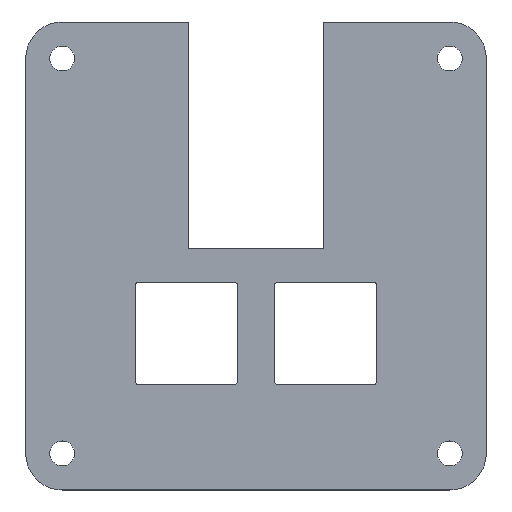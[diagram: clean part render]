
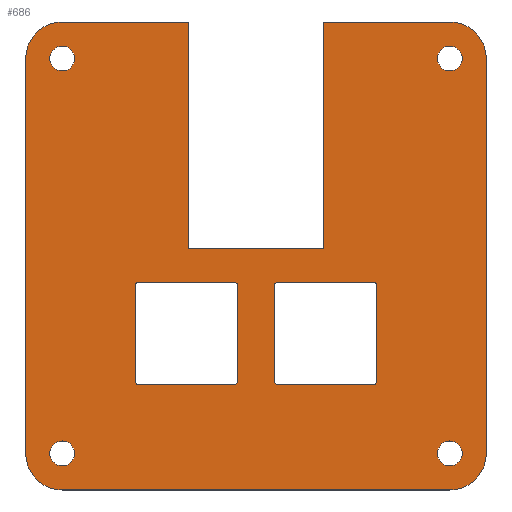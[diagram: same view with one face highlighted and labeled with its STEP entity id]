
A CAD part, top view. The second image highlights one B-rep face of the part: STEP entity #686.
In plain terms, the highlighted planar face has unit normal (0, 0, 1).
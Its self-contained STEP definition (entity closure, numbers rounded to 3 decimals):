
#21=FACE_BOUND('',#119,.T.);
#22=FACE_BOUND('',#120,.T.);
#23=FACE_BOUND('',#121,.T.);
#24=FACE_BOUND('',#122,.T.);
#25=FACE_BOUND('',#123,.T.);
#26=FACE_BOUND('',#124,.T.);
#44=PLANE('',#766);
#78=FACE_OUTER_BOUND('',#118,.T.);
#118=EDGE_LOOP('',(#605,#606,#607,#608,#609,#610,#611,#612,#613,#614,#615,
#616));
#119=EDGE_LOOP('',(#617));
#120=EDGE_LOOP('',(#618));
#121=EDGE_LOOP('',(#619));
#122=EDGE_LOOP('',(#620));
#123=EDGE_LOOP('',(#621,#622,#623,#624,#625,#626,#627,#628));
#124=EDGE_LOOP('',(#629,#630,#631,#632,#633,#634,#635,#636));
#133=LINE('',#1004,#197);
#152=LINE('',#1066,#216);
#155=LINE('',#1074,#219);
#158=LINE('',#1083,#222);
#161=LINE('',#1091,#225);
#164=LINE('',#1099,#228);
#167=LINE('',#1107,#231);
#170=LINE('',#1115,#234);
#173=LINE('',#1123,#237);
#176=LINE('',#1131,#240);
#179=LINE('',#1139,#243);
#181=LINE('',#1144,#245);
#182=LINE('',#1147,#246);
#184=LINE('',#1151,#248);
#186=LINE('',#1155,#250);
#188=LINE('',#1158,#252);
#197=VECTOR('',#809,10.);
#216=VECTOR('',#858,10.);
#219=VECTOR('',#867,10.);
#222=VECTOR('',#876,10.);
#225=VECTOR('',#885,10.);
#228=VECTOR('',#894,10.);
#231=VECTOR('',#903,10.);
#234=VECTOR('',#912,10.);
#237=VECTOR('',#921,10.);
#240=VECTOR('',#930,10.);
#243=VECTOR('',#939,10.);
#245=VECTOR('',#947,10.);
#246=VECTOR('',#950,10.);
#248=VECTOR('',#954,10.);
#250=VECTOR('',#958,10.);
#252=VECTOR('',#962,10.);
#253=CIRCLE('',#702,1.7);
#255=CIRCLE('',#705,1.7);
#257=CIRCLE('',#708,1.7);
#259=CIRCLE('',#711,1.7);
#261=CIRCLE('',#714,5.);
#274=CIRCLE('',#730,5.);
#275=CIRCLE('',#733,5.);
#276=CIRCLE('',#736,5.);
#277=CIRCLE('',#739,0.5);
#278=CIRCLE('',#742,0.5);
#279=CIRCLE('',#745,0.5);
#280=CIRCLE('',#748,0.5);
#281=CIRCLE('',#751,0.5);
#282=CIRCLE('',#754,0.5);
#283=CIRCLE('',#757,0.5);
#284=CIRCLE('',#760,0.5);
#285=VERTEX_POINT('',#967);
#287=VERTEX_POINT('',#973);
#289=VERTEX_POINT('',#979);
#291=VERTEX_POINT('',#985);
#293=VERTEX_POINT('',#991);
#294=VERTEX_POINT('',#992);
#298=VERTEX_POINT('',#1002);
#324=VERTEX_POINT('',#1058);
#325=VERTEX_POINT('',#1059);
#326=VERTEX_POINT('',#1064);
#327=VERTEX_POINT('',#1068);
#328=VERTEX_POINT('',#1072);
#329=VERTEX_POINT('',#1076);
#330=VERTEX_POINT('',#1080);
#331=VERTEX_POINT('',#1082);
#332=VERTEX_POINT('',#1086);
#333=VERTEX_POINT('',#1090);
#334=VERTEX_POINT('',#1094);
#335=VERTEX_POINT('',#1098);
#336=VERTEX_POINT('',#1102);
#337=VERTEX_POINT('',#1106);
#338=VERTEX_POINT('',#1112);
#339=VERTEX_POINT('',#1114);
#340=VERTEX_POINT('',#1118);
#341=VERTEX_POINT('',#1122);
#342=VERTEX_POINT('',#1126);
#343=VERTEX_POINT('',#1130);
#344=VERTEX_POINT('',#1134);
#345=VERTEX_POINT('',#1138);
#346=VERTEX_POINT('',#1146);
#347=VERTEX_POINT('',#1150);
#348=VERTEX_POINT('',#1154);
#349=EDGE_CURVE('',#285,#285,#253,.T.);
#352=EDGE_CURVE('',#287,#287,#255,.T.);
#355=EDGE_CURVE('',#289,#289,#257,.T.);
#358=EDGE_CURVE('',#291,#291,#259,.T.);
#361=EDGE_CURVE('',#293,#294,#261,.T.);
#367=EDGE_CURVE('',#293,#298,#133,.T.);
#394=EDGE_CURVE('',#324,#325,#274,.T.);
#398=EDGE_CURVE('',#324,#326,#152,.T.);
#399=EDGE_CURVE('',#327,#326,#275,.T.);
#402=EDGE_CURVE('',#327,#328,#155,.T.);
#403=EDGE_CURVE('',#329,#328,#276,.T.);
#406=EDGE_CURVE('',#331,#330,#158,.T.);
#408=EDGE_CURVE('',#332,#331,#277,.T.);
#410=EDGE_CURVE('',#333,#332,#161,.T.);
#412=EDGE_CURVE('',#334,#333,#278,.T.);
#414=EDGE_CURVE('',#335,#334,#164,.T.);
#416=EDGE_CURVE('',#336,#335,#279,.T.);
#418=EDGE_CURVE('',#337,#336,#167,.T.);
#420=EDGE_CURVE('',#330,#337,#280,.T.);
#422=EDGE_CURVE('',#339,#338,#170,.T.);
#424=EDGE_CURVE('',#340,#339,#281,.T.);
#426=EDGE_CURVE('',#341,#340,#173,.T.);
#428=EDGE_CURVE('',#342,#341,#282,.T.);
#430=EDGE_CURVE('',#343,#342,#176,.T.);
#432=EDGE_CURVE('',#344,#343,#283,.T.);
#434=EDGE_CURVE('',#345,#344,#179,.T.);
#436=EDGE_CURVE('',#338,#345,#284,.T.);
#437=EDGE_CURVE('',#329,#294,#181,.T.);
#438=EDGE_CURVE('',#346,#325,#182,.T.);
#440=EDGE_CURVE('',#347,#346,#184,.T.);
#442=EDGE_CURVE('',#348,#347,#186,.T.);
#444=EDGE_CURVE('',#298,#348,#188,.T.);
#605=ORIENTED_EDGE('',*,*,#361,.F.);
#606=ORIENTED_EDGE('',*,*,#367,.T.);
#607=ORIENTED_EDGE('',*,*,#444,.T.);
#608=ORIENTED_EDGE('',*,*,#442,.T.);
#609=ORIENTED_EDGE('',*,*,#440,.T.);
#610=ORIENTED_EDGE('',*,*,#438,.T.);
#611=ORIENTED_EDGE('',*,*,#394,.F.);
#612=ORIENTED_EDGE('',*,*,#398,.T.);
#613=ORIENTED_EDGE('',*,*,#399,.F.);
#614=ORIENTED_EDGE('',*,*,#402,.T.);
#615=ORIENTED_EDGE('',*,*,#403,.F.);
#616=ORIENTED_EDGE('',*,*,#437,.T.);
#617=ORIENTED_EDGE('',*,*,#349,.T.);
#618=ORIENTED_EDGE('',*,*,#352,.T.);
#619=ORIENTED_EDGE('',*,*,#355,.T.);
#620=ORIENTED_EDGE('',*,*,#358,.T.);
#621=ORIENTED_EDGE('',*,*,#436,.T.);
#622=ORIENTED_EDGE('',*,*,#434,.T.);
#623=ORIENTED_EDGE('',*,*,#432,.T.);
#624=ORIENTED_EDGE('',*,*,#430,.T.);
#625=ORIENTED_EDGE('',*,*,#428,.T.);
#626=ORIENTED_EDGE('',*,*,#426,.T.);
#627=ORIENTED_EDGE('',*,*,#424,.T.);
#628=ORIENTED_EDGE('',*,*,#422,.T.);
#629=ORIENTED_EDGE('',*,*,#420,.T.);
#630=ORIENTED_EDGE('',*,*,#418,.T.);
#631=ORIENTED_EDGE('',*,*,#416,.T.);
#632=ORIENTED_EDGE('',*,*,#414,.T.);
#633=ORIENTED_EDGE('',*,*,#412,.T.);
#634=ORIENTED_EDGE('',*,*,#410,.T.);
#635=ORIENTED_EDGE('',*,*,#408,.T.);
#636=ORIENTED_EDGE('',*,*,#406,.T.);
#686=ADVANCED_FACE('',(#78,#21,#22,#23,#24,#25,#26),#44,.T.);
#702=AXIS2_PLACEMENT_3D('',#968,#771,#772);
#705=AXIS2_PLACEMENT_3D('',#974,#778,#779);
#708=AXIS2_PLACEMENT_3D('',#980,#785,#786);
#711=AXIS2_PLACEMENT_3D('',#986,#792,#793);
#714=AXIS2_PLACEMENT_3D('',#993,#799,#800);
#730=AXIS2_PLACEMENT_3D('',#1060,#851,#852);
#733=AXIS2_PLACEMENT_3D('',#1069,#861,#862);
#736=AXIS2_PLACEMENT_3D('',#1077,#870,#871);
#739=AXIS2_PLACEMENT_3D('',#1087,#880,#881);
#742=AXIS2_PLACEMENT_3D('',#1095,#889,#890);
#745=AXIS2_PLACEMENT_3D('',#1103,#898,#899);
#748=AXIS2_PLACEMENT_3D('',#1110,#907,#908);
#751=AXIS2_PLACEMENT_3D('',#1119,#916,#917);
#754=AXIS2_PLACEMENT_3D('',#1127,#925,#926);
#757=AXIS2_PLACEMENT_3D('',#1135,#934,#935);
#760=AXIS2_PLACEMENT_3D('',#1142,#943,#944);
#766=AXIS2_PLACEMENT_3D('',#1159,#963,#964);
#771=DIRECTION('center_axis',(0.,0.,-1.));
#772=DIRECTION('ref_axis',(-1.,0.,0.));
#778=DIRECTION('center_axis',(0.,0.,-1.));
#779=DIRECTION('ref_axis',(-1.,0.,0.));
#785=DIRECTION('center_axis',(0.,0.,-1.));
#786=DIRECTION('ref_axis',(-1.,0.,0.));
#792=DIRECTION('center_axis',(0.,0.,-1.));
#793=DIRECTION('ref_axis',(-1.,0.,0.));
#799=DIRECTION('center_axis',(0.,0.,-1.));
#800=DIRECTION('ref_axis',(0.707,0.707,0.));
#809=DIRECTION('',(-1.,0.,0.));
#851=DIRECTION('center_axis',(0.,0.,-1.));
#852=DIRECTION('ref_axis',(-0.707,0.707,0.));
#858=DIRECTION('',(0.,-1.,0.));
#861=DIRECTION('center_axis',(0.,0.,-1.));
#862=DIRECTION('ref_axis',(-0.707,-0.707,0.));
#867=DIRECTION('',(1.,0.,0.));
#870=DIRECTION('center_axis',(0.,0.,-1.));
#871=DIRECTION('ref_axis',(0.707,-0.707,0.));
#876=DIRECTION('',(0.,1.,0.));
#880=DIRECTION('center_axis',(0.,0.,-1.));
#881=DIRECTION('ref_axis',(-1.,0.,0.));
#885=DIRECTION('',(-1.,0.,0.));
#889=DIRECTION('center_axis',(0.,0.,-1.));
#890=DIRECTION('ref_axis',(0.,-1.,0.));
#894=DIRECTION('',(0.,-1.,0.));
#898=DIRECTION('center_axis',(0.,0.,-1.));
#899=DIRECTION('ref_axis',(1.,0.,0.));
#903=DIRECTION('',(1.,0.,0.));
#907=DIRECTION('center_axis',(0.,0.,-1.));
#908=DIRECTION('ref_axis',(0.,1.,0.));
#912=DIRECTION('',(0.,1.,0.));
#916=DIRECTION('center_axis',(0.,0.,-1.));
#917=DIRECTION('ref_axis',(-1.,0.,0.));
#921=DIRECTION('',(-1.,0.,0.));
#925=DIRECTION('center_axis',(0.,0.,-1.));
#926=DIRECTION('ref_axis',(0.,-1.,0.));
#930=DIRECTION('',(0.,-1.,0.));
#934=DIRECTION('center_axis',(0.,0.,-1.));
#935=DIRECTION('ref_axis',(1.,0.,0.));
#939=DIRECTION('',(1.,0.,0.));
#943=DIRECTION('center_axis',(0.,0.,-1.));
#944=DIRECTION('ref_axis',(0.,1.,0.));
#947=DIRECTION('',(0.,1.,0.));
#950=DIRECTION('',(-1.,0.,0.));
#954=DIRECTION('',(0.,1.,0.));
#958=DIRECTION('',(-1.,0.,0.));
#962=DIRECTION('',(0.,-1.,0.));
#963=DIRECTION('center_axis',(0.,0.,1.));
#964=DIRECTION('ref_axis',(1.,0.,0.));
#967=CARTESIAN_POINT('',(47.25,-25.946,1.5));
#968=CARTESIAN_POINT('Origin',(45.55,-25.946,1.5));
#973=CARTESIAN_POINT('',(-5.75,-25.946,1.5));
#974=CARTESIAN_POINT('Origin',(-7.45,-25.946,1.5));
#979=CARTESIAN_POINT('',(47.25,28.054,1.5));
#980=CARTESIAN_POINT('Origin',(45.55,28.054,1.5));
#985=CARTESIAN_POINT('',(-5.75,28.054,1.5));
#986=CARTESIAN_POINT('Origin',(-7.45,28.054,1.5));
#991=CARTESIAN_POINT('',(45.55,33.054,1.5));
#992=CARTESIAN_POINT('',(50.55,28.054,1.5));
#993=CARTESIAN_POINT('Origin',(45.55,28.054,1.5));
#1002=CARTESIAN_POINT('',(28.3,33.054,1.5));
#1004=CARTESIAN_POINT('',(-12.45,33.054,1.5));
#1058=CARTESIAN_POINT('',(-12.45,28.054,1.5));
#1059=CARTESIAN_POINT('',(-7.45,33.054,1.5));
#1060=CARTESIAN_POINT('Origin',(-7.45,28.054,1.5));
#1064=CARTESIAN_POINT('',(-12.45,-25.946,1.5));
#1066=CARTESIAN_POINT('',(-12.45,-30.946,1.5));
#1068=CARTESIAN_POINT('',(-7.45,-30.946,1.5));
#1069=CARTESIAN_POINT('Origin',(-7.45,-25.946,1.5));
#1072=CARTESIAN_POINT('',(45.55,-30.946,1.5));
#1074=CARTESIAN_POINT('',(50.55,-30.946,1.5));
#1076=CARTESIAN_POINT('',(50.55,-25.946,1.5));
#1077=CARTESIAN_POINT('Origin',(45.55,-25.946,1.5));
#1080=CARTESIAN_POINT('',(21.575,-3.025,1.5));
#1082=CARTESIAN_POINT('',(21.575,-16.025,1.5));
#1083=CARTESIAN_POINT('',(21.575,-3.025,1.5));
#1086=CARTESIAN_POINT('',(22.075,-16.525,1.5));
#1087=CARTESIAN_POINT('Origin',(22.075,-16.025,1.5));
#1090=CARTESIAN_POINT('',(35.075,-16.525,1.5));
#1091=CARTESIAN_POINT('',(22.075,-16.525,1.5));
#1094=CARTESIAN_POINT('',(35.575,-16.025,1.5));
#1095=CARTESIAN_POINT('Origin',(35.075,-16.025,1.5));
#1098=CARTESIAN_POINT('',(35.575,-3.025,1.5));
#1099=CARTESIAN_POINT('',(35.575,-3.025,1.5));
#1102=CARTESIAN_POINT('',(35.075,-2.525,1.5));
#1103=CARTESIAN_POINT('Origin',(35.075,-3.025,1.5));
#1106=CARTESIAN_POINT('',(22.075,-2.525,1.5));
#1107=CARTESIAN_POINT('',(22.075,-2.525,1.5));
#1110=CARTESIAN_POINT('Origin',(22.075,-3.025,1.5));
#1112=CARTESIAN_POINT('',(2.525,-3.025,1.5));
#1114=CARTESIAN_POINT('',(2.525,-16.025,1.5));
#1115=CARTESIAN_POINT('',(2.525,-3.025,1.5));
#1118=CARTESIAN_POINT('',(3.025,-16.525,1.5));
#1119=CARTESIAN_POINT('Origin',(3.025,-16.025,1.5));
#1122=CARTESIAN_POINT('',(16.025,-16.525,1.5));
#1123=CARTESIAN_POINT('',(3.025,-16.525,1.5));
#1126=CARTESIAN_POINT('',(16.525,-16.025,1.5));
#1127=CARTESIAN_POINT('Origin',(16.025,-16.025,1.5));
#1130=CARTESIAN_POINT('',(16.525,-3.025,1.5));
#1131=CARTESIAN_POINT('',(16.525,-3.025,1.5));
#1134=CARTESIAN_POINT('',(16.025,-2.525,1.5));
#1135=CARTESIAN_POINT('Origin',(16.025,-3.025,1.5));
#1138=CARTESIAN_POINT('',(3.025,-2.525,1.5));
#1139=CARTESIAN_POINT('',(3.025,-2.525,1.5));
#1142=CARTESIAN_POINT('Origin',(3.025,-3.025,1.5));
#1144=CARTESIAN_POINT('',(50.55,33.054,1.5));
#1146=CARTESIAN_POINT('',(9.8,33.054,1.5));
#1147=CARTESIAN_POINT('',(-12.45,33.054,1.5));
#1150=CARTESIAN_POINT('',(9.8,2.054,1.5));
#1151=CARTESIAN_POINT('',(9.8,2.054,1.5));
#1154=CARTESIAN_POINT('',(28.3,2.054,1.5));
#1155=CARTESIAN_POINT('',(28.3,2.054,1.5));
#1158=CARTESIAN_POINT('',(28.3,33.054,1.5));
#1159=CARTESIAN_POINT('Origin',(19.05,1.054,1.5));
